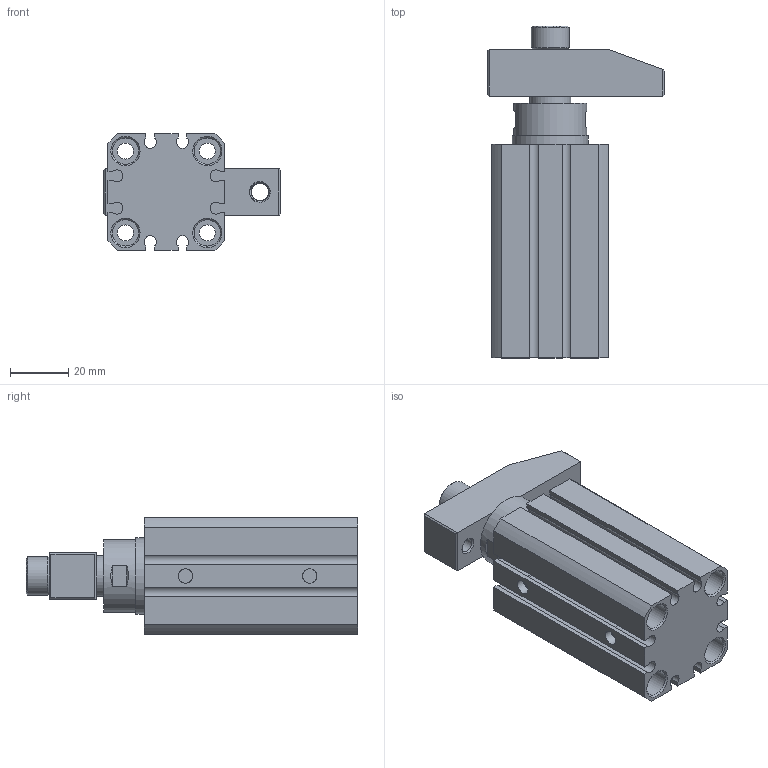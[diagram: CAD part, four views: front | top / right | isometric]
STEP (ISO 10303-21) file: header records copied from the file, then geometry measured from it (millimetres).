
FILE_DESCRIPTION(/* description */ (''),/* implementation_level */ '2;1');
FILE_NAME(/* name */ 'PBS-25-clean.stp',/* time_stamp */ '2020-09-17T16:10:14-04:00',/* author */ ('e&e sp'),/* organization */ (''),/* preprocessor_version */ 'ST-DEVELOPER v17',/* originating_system */ 'Autodesk Inventor 2018',/* authorisation */ '');
FILE_SCHEMA (('AUTOMOTIVE_DESIGN { 1 0 10303 214 3 1 1 }'));
Length unit declared in the file: millimetre
Products named in the file (1): PBS-25_Shrinkwrap_1
Bounding box: 60.5 x 113.5 x 40 mm (x, y, z)
Volume: 110138.1 mm3; surface area: 47344.8 mm2
Topology: 5 solids, 5 shells, 246 faces, 697 edges, 481 vertices
Faces by surface type: cylinder 92, plane 88, cone 54, bspline 8, torus 2, sphere 2
Full cylindrical faces by diameter (mm): 4.8 x2, 5 x5, 5.5 x4, 6 x8, 6.8 x1, 8 x16, 8.5 x1, 9 x8, 13 x1, 14 x2, 25 x4, 26 x1, 27 x1, 28 x4
Entity records: 12514 total; most frequent: CARTESIAN_POINT 5612, DIRECTION 1426, ORIENTED_EDGE 1390, EDGE_CURVE 695, AXIS2_PLACEMENT_3D 562, VERTEX_POINT 481, CIRCLE 309, LINE 302
